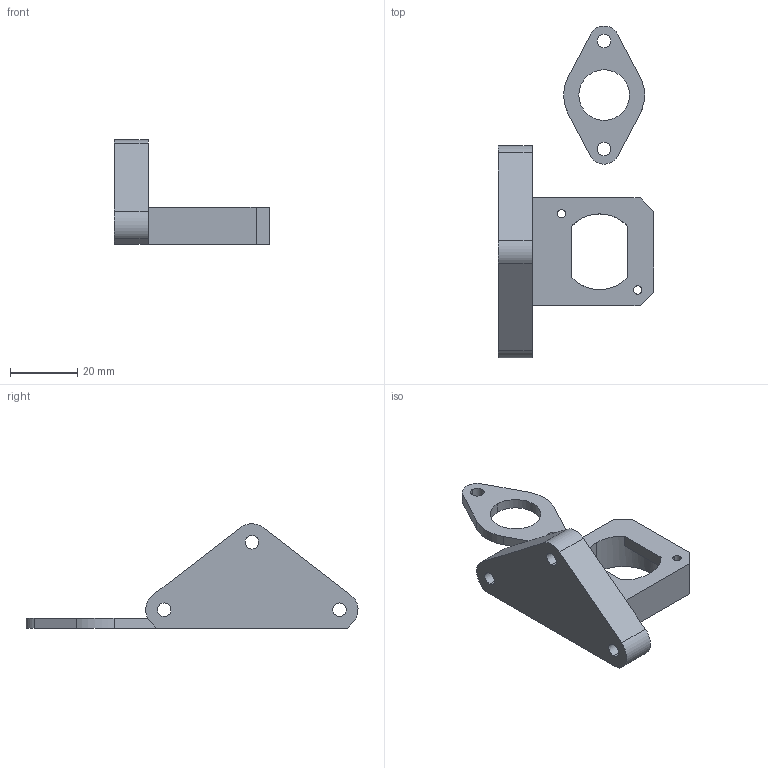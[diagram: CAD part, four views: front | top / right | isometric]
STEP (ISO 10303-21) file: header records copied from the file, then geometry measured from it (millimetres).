
FILE_DESCRIPTION((' '),'2;1');
FILE_NAME(' 04 YBearing.stp','2016-10-08T09:23:44+00:00',('none'),('none'),' ',' AP214','none');
FILE_SCHEMA(('AUTOMOTIVE_DESIGN { 1 0 10303 214 1 1 1 1 }'));
Length unit declared in the file: millimetre
Products named in the file (1): Part3
Bounding box: 46 x 98.5 x 31 mm (x, y, z)
Volume: 21625.4 mm3; surface area: 9125 mm2
Topology: 2 solids, 2 shells, 69 faces, 186 edges, 124 vertices
Faces by surface type: plane 44, cylinder 25
Entity records: 2108 total; most frequent: ORIENTED_EDGE 372, CARTESIAN_POINT 365, DIRECTION 294, EDGE_CURVE 186, VECTOR 132, LINE 132, VERTEX_POINT 124, AXIS2_PLACEMENT_3D 109
